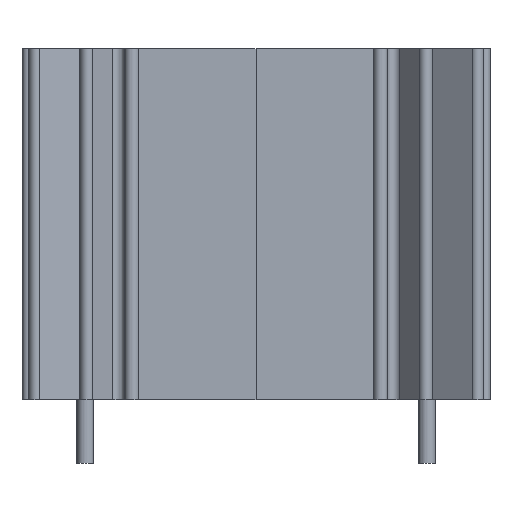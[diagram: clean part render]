
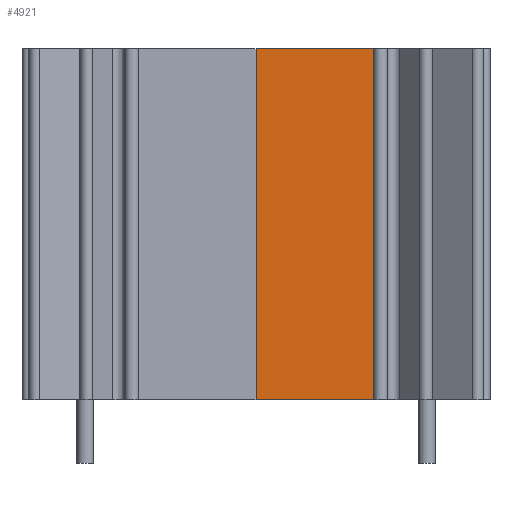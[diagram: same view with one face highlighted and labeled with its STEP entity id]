
A CAD part, front view. The second image highlights one B-rep face of the part: STEP entity #4921.
In plain terms, the highlighted planar face has unit normal (0, -1, 0).
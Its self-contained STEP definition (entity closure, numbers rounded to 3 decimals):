
#799 = PLANE('',#800);
#800 = AXIS2_PLACEMENT_3D('',#801,#802,#803);
#801 = CARTESIAN_POINT('',(9.654,-2.202,0.));
#802 = DIRECTION('',(0.,0.,-1.));
#803 = DIRECTION('',(1.,0.,0.));
#1262 = PLANE('',#1263);
#1263 = AXIS2_PLACEMENT_3D('',#1264,#1265,#1266);
#1264 = CARTESIAN_POINT('',(9.654,-2.202,25.4));
#1265 = DIRECTION('',(0.,0.,-1.));
#1266 = DIRECTION('',(1.,0.,0.));
#1817 = VERTEX_POINT('',#1818);
#1818 = CARTESIAN_POINT('',(8.5,-0.7,0.));
#1834 = PLANE('',#1835);
#1835 = AXIS2_PLACEMENT_3D('',#1836,#1837,#1838);
#1836 = CARTESIAN_POINT('',(8.5,-0.7,0.));
#1837 = DIRECTION('',(-1.,-0.,-0.));
#1838 = DIRECTION('',(0.,1.,0.));
#2325 = VERTEX_POINT('',#2326);
#2326 = CARTESIAN_POINT('',(0.,-0.7,0.));
#2352 = EDGE_CURVE('',#1817,#2325,#2353,.T.);
#2353 = SURFACE_CURVE('',#2354,(#2358,#2365),.PCURVE_S1.);
#2354 = LINE('',#2355,#2356);
#2355 = CARTESIAN_POINT('',(8.5,-0.7,0.));
#2356 = VECTOR('',#2357,1.);
#2357 = DIRECTION('',(-1.,-0.,-0.));
#2358 = PCURVE('',#799,#2359);
#2359 = DEFINITIONAL_REPRESENTATION('',(#2360),#2364);
#2360 = LINE('',#2361,#2362);
#2361 = CARTESIAN_POINT('',(-1.154,-1.502));
#2362 = VECTOR('',#2363,1.);
#2363 = DIRECTION('',(-1.,0.));
#2364 = ( GEOMETRIC_REPRESENTATION_CONTEXT(2) 
PARAMETRIC_REPRESENTATION_CONTEXT() REPRESENTATION_CONTEXT('2D SPACE',''
  ) );
#2365 = PCURVE('',#2366,#2371);
#2366 = PLANE('',#2367);
#2367 = AXIS2_PLACEMENT_3D('',#2368,#2369,#2370);
#2368 = CARTESIAN_POINT('',(8.5,-0.7,0.));
#2369 = DIRECTION('',(0.,1.,0.));
#2370 = DIRECTION('',(1.,0.,0.));
#2371 = DEFINITIONAL_REPRESENTATION('',(#2372),#2376);
#2372 = LINE('',#2373,#2374);
#2373 = CARTESIAN_POINT('',(0.,-0.));
#2374 = VECTOR('',#2375,1.);
#2375 = DIRECTION('',(-1.,0.));
#2376 = ( GEOMETRIC_REPRESENTATION_CONTEXT(2) 
PARAMETRIC_REPRESENTATION_CONTEXT() REPRESENTATION_CONTEXT('2D SPACE',''
  ) );
#2915 = VERTEX_POINT('',#2916);
#2916 = CARTESIAN_POINT('',(8.5,-0.7,25.4));
#3338 = VERTEX_POINT('',#3339);
#3339 = CARTESIAN_POINT('',(0.,-0.7,25.4));
#3365 = EDGE_CURVE('',#2915,#3338,#3366,.T.);
#3366 = SURFACE_CURVE('',#3367,(#3371,#3378),.PCURVE_S1.);
#3367 = LINE('',#3368,#3369);
#3368 = CARTESIAN_POINT('',(8.5,-0.7,25.4));
#3369 = VECTOR('',#3370,1.);
#3370 = DIRECTION('',(-1.,-0.,-0.));
#3371 = PCURVE('',#1262,#3372);
#3372 = DEFINITIONAL_REPRESENTATION('',(#3373),#3377);
#3373 = LINE('',#3374,#3375);
#3374 = CARTESIAN_POINT('',(-1.154,-1.502));
#3375 = VECTOR('',#3376,1.);
#3376 = DIRECTION('',(-1.,0.));
#3377 = ( GEOMETRIC_REPRESENTATION_CONTEXT(2) 
PARAMETRIC_REPRESENTATION_CONTEXT() REPRESENTATION_CONTEXT('2D SPACE',''
  ) );
#3378 = PCURVE('',#2366,#3379);
#3379 = DEFINITIONAL_REPRESENTATION('',(#3380),#3384);
#3380 = LINE('',#3381,#3382);
#3381 = CARTESIAN_POINT('',(-0.,-25.4));
#3382 = VECTOR('',#3383,1.);
#3383 = DIRECTION('',(-1.,0.));
#3384 = ( GEOMETRIC_REPRESENTATION_CONTEXT(2) 
PARAMETRIC_REPRESENTATION_CONTEXT() REPRESENTATION_CONTEXT('2D SPACE',''
  ) );
#3891 = EDGE_CURVE('',#1817,#2915,#3892,.T.);
#3892 = SURFACE_CURVE('',#3893,(#3897,#3904),.PCURVE_S1.);
#3893 = LINE('',#3894,#3895);
#3894 = CARTESIAN_POINT('',(8.5,-0.7,0.));
#3895 = VECTOR('',#3896,1.);
#3896 = DIRECTION('',(0.,0.,1.));
#3897 = PCURVE('',#1834,#3898);
#3898 = DEFINITIONAL_REPRESENTATION('',(#3899),#3903);
#3899 = LINE('',#3900,#3901);
#3900 = CARTESIAN_POINT('',(-0.,-0.));
#3901 = VECTOR('',#3902,1.);
#3902 = DIRECTION('',(-0.,-1.));
#3903 = ( GEOMETRIC_REPRESENTATION_CONTEXT(2) 
PARAMETRIC_REPRESENTATION_CONTEXT() REPRESENTATION_CONTEXT('2D SPACE',''
  ) );
#3904 = PCURVE('',#2366,#3905);
#3905 = DEFINITIONAL_REPRESENTATION('',(#3906),#3910);
#3906 = LINE('',#3907,#3908);
#3907 = CARTESIAN_POINT('',(0.,-0.));
#3908 = VECTOR('',#3909,1.);
#3909 = DIRECTION('',(-0.,-1.));
#3910 = ( GEOMETRIC_REPRESENTATION_CONTEXT(2) 
PARAMETRIC_REPRESENTATION_CONTEXT() REPRESENTATION_CONTEXT('2D SPACE',''
  ) );
#4910 = PLANE('',#4911);
#4911 = AXIS2_PLACEMENT_3D('',#4912,#4913,#4914);
#4912 = CARTESIAN_POINT('',(-8.5,-0.7,0.));
#4913 = DIRECTION('',(0.,1.,0.));
#4914 = DIRECTION('',(1.,0.,0.));
#4921 = ADVANCED_FACE('',(#4922),#2366,.F.);
#4922 = FACE_BOUND('',#4923,.T.);
#4923 = EDGE_LOOP('',(#4924,#4925,#4926,#4947));
#4924 = ORIENTED_EDGE('',*,*,#3891,.T.);
#4925 = ORIENTED_EDGE('',*,*,#3365,.T.);
#4926 = ORIENTED_EDGE('',*,*,#4927,.F.);
#4927 = EDGE_CURVE('',#2325,#3338,#4928,.T.);
#4928 = SURFACE_CURVE('',#4929,(#4933,#4940),.PCURVE_S1.);
#4929 = LINE('',#4930,#4931);
#4930 = CARTESIAN_POINT('',(0.,-0.7,0.));
#4931 = VECTOR('',#4932,1.);
#4932 = DIRECTION('',(0.,0.,1.));
#4933 = PCURVE('',#2366,#4934);
#4934 = DEFINITIONAL_REPRESENTATION('',(#4935),#4939);
#4935 = LINE('',#4936,#4937);
#4936 = CARTESIAN_POINT('',(-8.5,0.));
#4937 = VECTOR('',#4938,1.);
#4938 = DIRECTION('',(-0.,-1.));
#4939 = ( GEOMETRIC_REPRESENTATION_CONTEXT(2) 
PARAMETRIC_REPRESENTATION_CONTEXT() REPRESENTATION_CONTEXT('2D SPACE',''
  ) );
#4940 = PCURVE('',#4910,#4941);
#4941 = DEFINITIONAL_REPRESENTATION('',(#4942),#4946);
#4942 = LINE('',#4943,#4944);
#4943 = CARTESIAN_POINT('',(8.5,0.));
#4944 = VECTOR('',#4945,1.);
#4945 = DIRECTION('',(0.,-1.));
#4946 = ( GEOMETRIC_REPRESENTATION_CONTEXT(2) 
PARAMETRIC_REPRESENTATION_CONTEXT() REPRESENTATION_CONTEXT('2D SPACE',''
  ) );
#4947 = ORIENTED_EDGE('',*,*,#2352,.F.);
